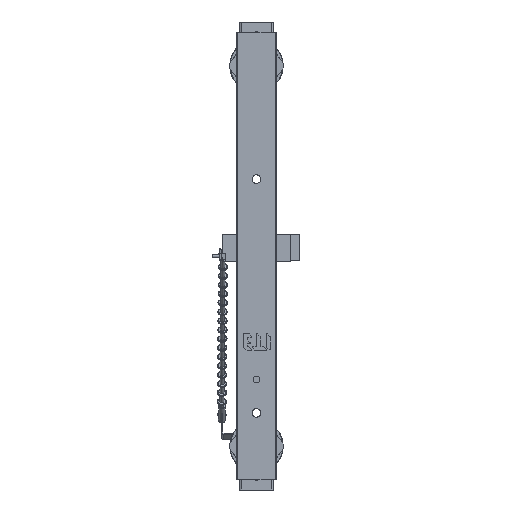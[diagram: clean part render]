
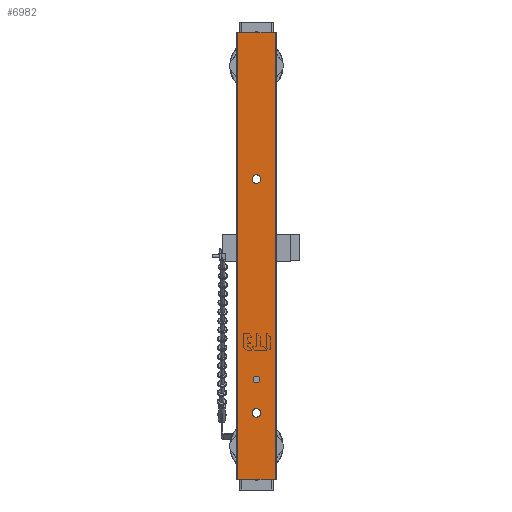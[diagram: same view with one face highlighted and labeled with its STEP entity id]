
A CAD part, front view. The second image highlights one B-rep face of the part: STEP entity #6982.
In plain terms, the highlighted face is planar.
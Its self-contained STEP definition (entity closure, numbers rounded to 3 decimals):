
#5090=DIRECTION('',(-1.,0.,0.));
#5091=VECTOR('',#5090,670.);
#5092=CARTESIAN_POINT('',(670.,2.,18.));
#5093=LINE('',#5092,#5091);
#5631=DIRECTION('',(0.,1.,0.));
#5632=VECTOR('',#5631,56.);
#5633=CARTESIAN_POINT('',(670.,2.,18.));
#5634=LINE('',#5633,#5632);
#5638=DIRECTION('',(-1.,0.,0.));
#5639=VECTOR('',#5638,670.);
#5640=CARTESIAN_POINT('',(670.,58.,18.));
#5641=LINE('',#5640,#5639);
#5645=DIRECTION('',(0.,-1.,0.));
#5646=VECTOR('',#5645,56.);
#5647=CARTESIAN_POINT('',(0.,58.,18.));
#5648=LINE('',#5647,#5646);
#5652=CARTESIAN_POINT('',(150.,30.,18.));
#5653=DIRECTION('',(0.,0.,-1.));
#5654=DIRECTION('',(1.,0.,0.));
#5655=AXIS2_PLACEMENT_3D('',#5652,#5653,#5654);
#5660=CARTESIAN_POINT('',(150.,30.,18.));
#5661=DIRECTION('',(0.,0.,-1.));
#5662=DIRECTION('',(-1.,0.,0.));
#5663=AXIS2_PLACEMENT_3D('',#5660,#5661,#5662);
#5668=CARTESIAN_POINT('',(100.,30.,18.));
#5669=DIRECTION('',(0.,0.,-1.));
#5670=DIRECTION('',(1.,0.,0.));
#5671=AXIS2_PLACEMENT_3D('',#5668,#5669,#5670);
#5676=CARTESIAN_POINT('',(100.,30.,18.));
#5677=DIRECTION('',(0.,0.,-1.));
#5678=DIRECTION('',(-1.,0.,0.));
#5679=AXIS2_PLACEMENT_3D('',#5676,#5677,#5678);
#5684=CARTESIAN_POINT('',(450.,30.,18.));
#5685=DIRECTION('',(0.,0.,-1.));
#5686=DIRECTION('',(-1.,0.,0.));
#5687=AXIS2_PLACEMENT_3D('',#5684,#5685,#5686);
#5692=CARTESIAN_POINT('',(450.,30.,18.));
#5693=DIRECTION('',(0.,0.,-1.));
#5694=DIRECTION('',(1.,0.,0.));
#5695=AXIS2_PLACEMENT_3D('',#5692,#5693,#5694);
#6431=CARTESIAN_POINT('',(0.,2.,18.));
#6433=VERTEX_POINT('',#6431);
#6437=CARTESIAN_POINT('',(670.,2.,18.));
#6438=VERTEX_POINT('',#6437);
#6439=CARTESIAN_POINT('',(0.,58.,18.));
#6441=VERTEX_POINT('',#6439);
#6453=CARTESIAN_POINT('',(670.,58.,18.));
#6454=VERTEX_POINT('',#6453);
#6571=CARTESIAN_POINT('',(155.,30.,18.));
#6572=CARTESIAN_POINT('',(145.,30.,18.));
#6573=VERTEX_POINT('',#6571);
#6574=VERTEX_POINT('',#6572);
#6575=CARTESIAN_POINT('',(106.5,30.,18.));
#6576=CARTESIAN_POINT('',(93.5,30.,18.));
#6577=VERTEX_POINT('',#6575);
#6578=VERTEX_POINT('',#6576);
#6579=CARTESIAN_POINT('',(443.5,30.,18.));
#6580=CARTESIAN_POINT('',(456.5,30.,18.));
#6581=VERTEX_POINT('',#6579);
#6582=VERTEX_POINT('',#6580);
#6954=CARTESIAN_POINT('',(555.,58.,18.));
#6955=DIRECTION('',(0.,0.,1.));
#6956=DIRECTION('',(1.,0.,0.));
#6957=AXIS2_PLACEMENT_3D('',#6954,#6955,#6956);
#6958=PLANE('',#6957);
#6959=ORIENTED_EDGE('',*,*,#6690,.F.);
#6960=ORIENTED_EDGE('',*,*,#6763,.T.);
#6961=ORIENTED_EDGE('',*,*,#6726,.T.);
#6962=ORIENTED_EDGE('',*,*,#6713,.T.);
#6963=EDGE_LOOP('',(#6959,#6960,#6961,#6962));
#6964=FACE_OUTER_BOUND('',#6963,.F.);
#6965=ORIENTED_EDGE('',*,*,#6944,.T.);
#6967=ORIENTED_EDGE('',*,*,#6966,.T.);
#6968=EDGE_LOOP('',(#6965,#6967));
#6969=FACE_BOUND('',#6968,.F.);
#6971=ORIENTED_EDGE('',*,*,#6970,.T.);
#6973=ORIENTED_EDGE('',*,*,#6972,.T.);
#6974=EDGE_LOOP('',(#6971,#6973));
#6975=FACE_BOUND('',#6974,.F.);
#6977=ORIENTED_EDGE('',*,*,#6976,.T.);
#6979=ORIENTED_EDGE('',*,*,#6978,.T.);
#6980=EDGE_LOOP('',(#6977,#6979));
#6981=FACE_BOUND('',#6980,.F.);
#5656=CIRCLE('',#5655,5.);
#5664=CIRCLE('',#5663,5.);
#5672=CIRCLE('',#5671,6.5);
#5680=CIRCLE('',#5679,6.5);
#5688=CIRCLE('',#5687,6.5);
#5696=CIRCLE('',#5695,6.5);
#6690=EDGE_CURVE('',#6438,#6433,#5093,.T.);
#6713=EDGE_CURVE('',#6441,#6433,#5648,.T.);
#6726=EDGE_CURVE('',#6454,#6441,#5641,.T.);
#6763=EDGE_CURVE('',#6438,#6454,#5634,.T.);
#6944=EDGE_CURVE('',#6573,#6574,#5656,.T.);
#6966=EDGE_CURVE('',#6574,#6573,#5664,.T.);
#6970=EDGE_CURVE('',#6577,#6578,#5672,.T.);
#6972=EDGE_CURVE('',#6578,#6577,#5680,.T.);
#6976=EDGE_CURVE('',#6581,#6582,#5688,.T.);
#6978=EDGE_CURVE('',#6582,#6581,#5696,.T.);
#6982=ADVANCED_FACE('',(#6964,#6969,#6975,#6981),#6958,.F.);
